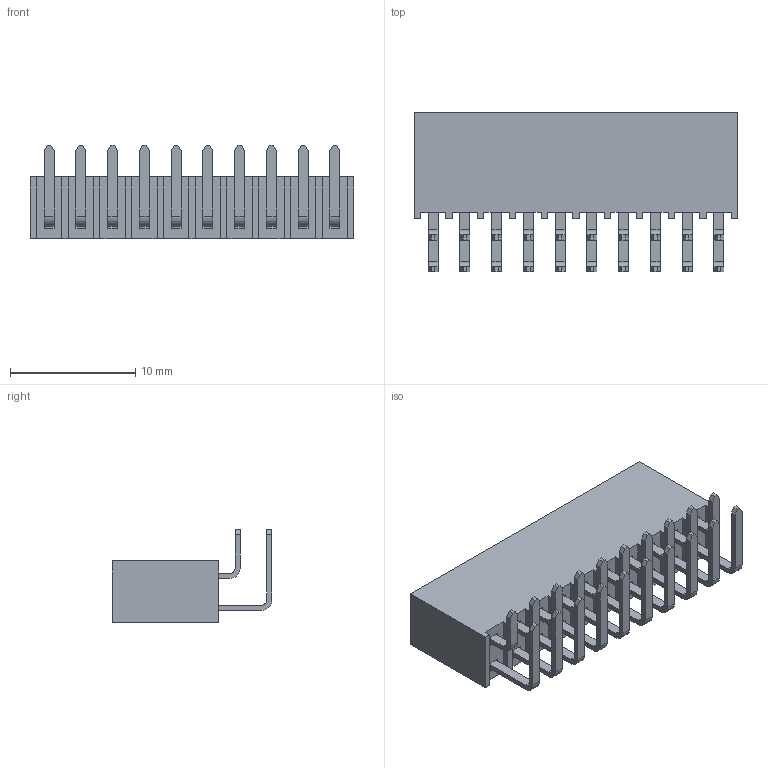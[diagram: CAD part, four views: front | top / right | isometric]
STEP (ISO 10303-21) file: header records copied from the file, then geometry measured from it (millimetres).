
FILE_DESCRIPTION(/* description */ ('STEP AP214'),/* implementation_level */ '2;1');
FILE_NAME(/* name */ 'SSW-110-02-T-D-RA',/* time_stamp */ '2023-12-21T22:11:27+01:00',/* author */ ('License CC BY-ND 4.0'),/* organization */ ('CADENAS'),/* preprocessor_version */ 'ST-DEVELOPER v19.3',/* originating_system */ 'PARTsolutions',/* authorisation */ ' ');
FILE_SCHEMA (('AUTOMOTIVE_DESIGN {1 0 10303 214 3 1 1}'));
Length unit declared in the file: inch
Products named in the file (3): SSW-110-02-T-D-RA; P2SSW-110-02-T-D-RA; T1SSW-110-02-T-D-RA
Assembly tree (2 placements, depth 2):
  SSW-110-02-T-D-RA
    P2SSW-110-02-T-D-RA
    T1SSW-110-02-T-D-RA
Bounding box: 25.91 x 12.78 x 7.48 mm (x, y, z)
Volume: 1006 mm3; surface area: 1872.6 mm2
Topology: 2 solids, 2 shells, 352 faces, 984 edges, 656 vertices
Faces by surface type: plane 312, cylinder 40
Entity records: 11306 total; most frequent: CARTESIAN_POINT 1995, ORIENTED_EDGE 1968, DIRECTION 1774, EDGE_CURVE 984, LINE 904, VECTOR 904, VERTEX_POINT 656, AXIS2_PLACEMENT_3D 435
